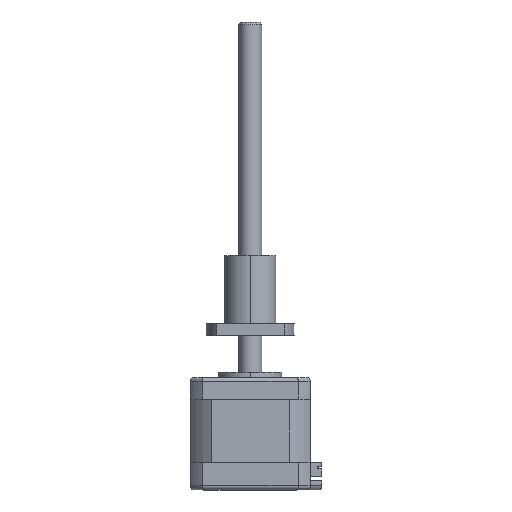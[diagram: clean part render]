
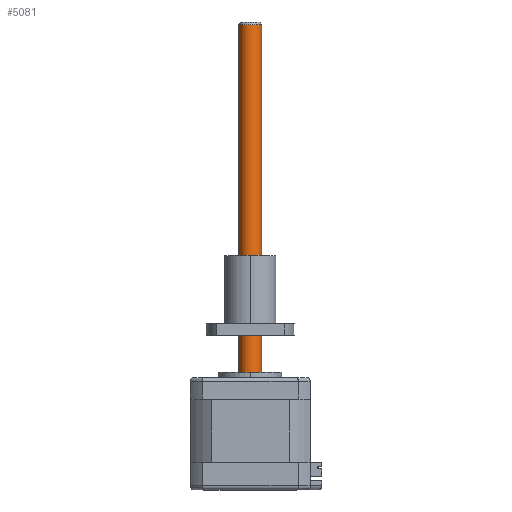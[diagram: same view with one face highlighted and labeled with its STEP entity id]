
A CAD part, top view. The second image highlights one B-rep face of the part: STEP entity #5081.
In plain terms, the highlighted cylindrical face has radius 4 mm (diameter 8 mm), a partial arc.
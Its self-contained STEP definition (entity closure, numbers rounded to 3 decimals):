
#99 = VECTOR ( 'NONE', #3243, 1000. ) ;
#385 = EDGE_CURVE ( 'NONE', #6855, #5121, #8084, .T. ) ;
#793 = DIRECTION ( 'NONE',  ( 0., -1., 0. ) ) ;
#816 = CARTESIAN_POINT ( 'NONE',  ( -8.709, 141.843, 16.638 ) ) ;
#856 = AXIS2_PLACEMENT_3D ( 'NONE', #4094, #7634, #9433 ) ;
#1615 = CARTESIAN_POINT ( 'NONE',  ( -4.709, 141.843, 16.638 ) ) ;
#2544 = ORIENTED_EDGE ( 'NONE', *, *, #385, .F. ) ;
#3243 = DIRECTION ( 'NONE',  ( 0., -1., 0. ) ) ;
#3359 = EDGE_CURVE ( 'NONE', #8291, #8249, #7551, .T. ) ;
#3596 = LINE ( 'NONE', #10375, #99 ) ;
#3634 = VECTOR ( 'NONE', #11149, 1000. ) ;
#3695 = CARTESIAN_POINT ( 'NONE',  ( -0.709, 17.843, 16.638 ) ) ;
#4094 = CARTESIAN_POINT ( 'NONE',  ( -4.709, 142.843, 16.638 ) ) ;
#4454 = EDGE_CURVE ( 'NONE', #8291, #6855, #4621, .T. ) ;
#4514 = DIRECTION ( 'NONE',  ( -1., 0., 0. ) ) ;
#4621 = LINE ( 'NONE', #11075, #3634 ) ;
#5081 = ADVANCED_FACE ( 'NONE', ( #8082 ), #10031, .T. ) ;
#5121 = VERTEX_POINT ( 'NONE', #8682 ) ;
#6112 = EDGE_CURVE ( 'NONE', #8249, #5121, #3596, .T. ) ;
#6346 = DIRECTION ( 'NONE',  ( 0., -1., 0. ) ) ;
#6571 = ORIENTED_EDGE ( 'NONE', *, *, #6112, .T. ) ;
#6855 = VERTEX_POINT ( 'NONE', #3695 ) ;
#7012 = DIRECTION ( 'NONE',  ( 1., 0., 0. ) ) ;
#7121 = AXIS2_PLACEMENT_3D ( 'NONE', #10761, #6346, #4514 ) ;
#7551 = CIRCLE ( 'NONE', #7963, 4. ) ;
#7634 = DIRECTION ( 'NONE',  ( 0., -1., 0. ) ) ;
#7963 = AXIS2_PLACEMENT_3D ( 'NONE', #1615, #793, #7012 ) ;
#8082 = FACE_OUTER_BOUND ( 'NONE', #9233, .T. ) ;
#8084 = CIRCLE ( 'NONE', #7121, 4. ) ;
#8249 = VERTEX_POINT ( 'NONE', #816 ) ;
#8291 = VERTEX_POINT ( 'NONE', #9738 ) ;
#8682 = CARTESIAN_POINT ( 'NONE',  ( -8.709, 17.843, 16.638 ) ) ;
#8744 = ORIENTED_EDGE ( 'NONE', *, *, #4454, .F. ) ;
#9233 = EDGE_LOOP ( 'NONE', ( #8744, #11345, #6571, #2544 ) ) ;
#9433 = DIRECTION ( 'NONE',  ( -1., 0., 0. ) ) ;
#9738 = CARTESIAN_POINT ( 'NONE',  ( -0.709, 141.843, 16.638 ) ) ;
#10031 = CYLINDRICAL_SURFACE ( 'NONE', #856, 4. ) ;
#10375 = CARTESIAN_POINT ( 'NONE',  ( -8.709, 142.843, 16.638 ) ) ;
#10761 = CARTESIAN_POINT ( 'NONE',  ( -4.709, 17.843, 16.638 ) ) ;
#11075 = CARTESIAN_POINT ( 'NONE',  ( -0.709, 142.843, 16.638 ) ) ;
#11149 = DIRECTION ( 'NONE',  ( 0., -1., 0. ) ) ;
#11345 = ORIENTED_EDGE ( 'NONE', *, *, #3359, .T. ) ;
